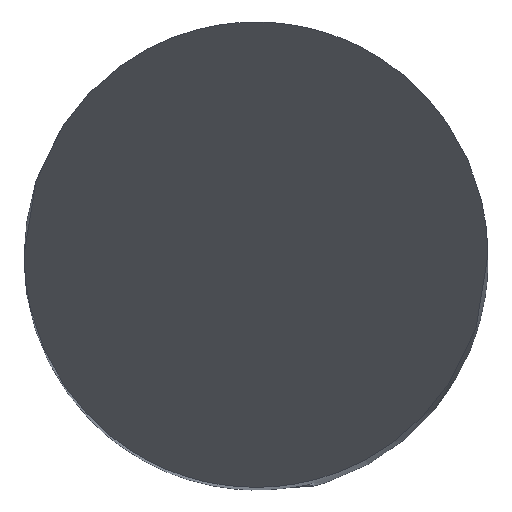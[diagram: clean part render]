
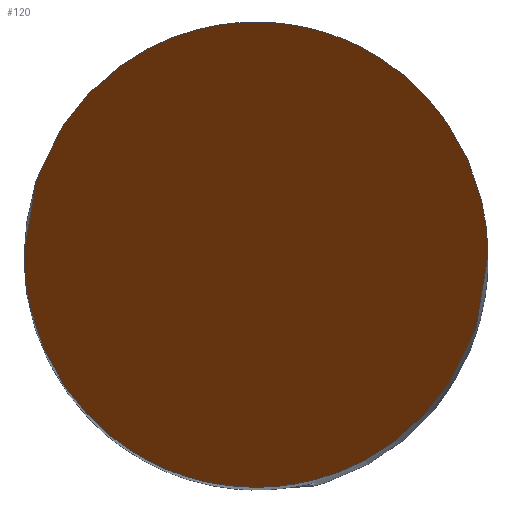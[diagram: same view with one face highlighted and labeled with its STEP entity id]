
A CAD part, top view. The second image highlights one B-rep face of the part: STEP entity #120.
In plain terms, the highlighted planar face has unit normal (0, -0.866, 0.5).
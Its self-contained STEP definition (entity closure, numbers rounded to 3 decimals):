
#59=(
BOUNDED_CURVE()
B_SPLINE_CURVE(3,(#679,#680,#681,#682),.UNSPECIFIED.,.F.,.F.)
B_SPLINE_CURVE_WITH_KNOTS((4,4),(0.,1.),.UNSPECIFIED.)
CURVE()
GEOMETRIC_REPRESENTATION_ITEM()
RATIONAL_B_SPLINE_CURVE((1.,0.333,0.333,1.))
REPRESENTATION_ITEM('')
);
#68=(
BOUNDED_CURVE()
B_SPLINE_CURVE(3,(#1049,#1050,#1051,#1052),.UNSPECIFIED.,.F.,.F.)
B_SPLINE_CURVE_WITH_KNOTS((4,4),(0.,1.),.UNSPECIFIED.)
CURVE()
GEOMETRIC_REPRESENTATION_ITEM()
RATIONAL_B_SPLINE_CURVE((1.,0.333,0.333,1.))
REPRESENTATION_ITEM('')
);
#120=ADVANCED_FACE('',(#157),#138,.F.);
#138=PLANE('',#542);
#157=FACE_OUTER_BOUND('',#184,.T.);
#184=EDGE_LOOP('',(#278,#279));
#278=ORIENTED_EDGE('',*,*,#381,.F.);
#279=ORIENTED_EDGE('',*,*,#426,.F.);
#335=VERTEX_POINT('',#678);
#336=VERTEX_POINT('',#683);
#381=EDGE_CURVE('',#335,#336,#59,.T.);
#426=EDGE_CURVE('',#336,#335,#68,.T.);
#542=AXIS2_PLACEMENT_3D('',#1082,#610,#611);
#610=DIRECTION('',(0.,0.866,-0.5));
#611=DIRECTION('',(0.,0.5,0.866));
#678=CARTESIAN_POINT('',(-2.5,0.,0.));
#679=CARTESIAN_POINT('',(-2.5,0.,0.));
#680=CARTESIAN_POINT('',(-2.5,5.,8.66));
#681=CARTESIAN_POINT('',(2.5,5.,8.66));
#682=CARTESIAN_POINT('',(2.5,0.,0.));
#683=CARTESIAN_POINT('',(2.5,0.,0.));
#1049=CARTESIAN_POINT('',(2.5,0.,0.));
#1050=CARTESIAN_POINT('',(2.5,-5.,-8.66));
#1051=CARTESIAN_POINT('',(-2.5,-5.,-8.66));
#1052=CARTESIAN_POINT('',(-2.5,0.,0.));
#1082=CARTESIAN_POINT('',(2.5,2.5,4.33));
